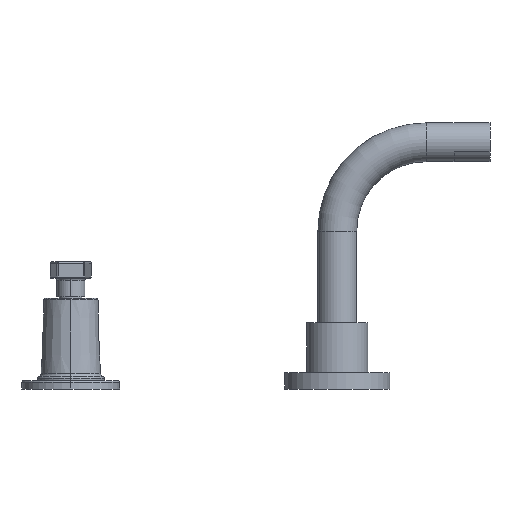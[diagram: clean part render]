
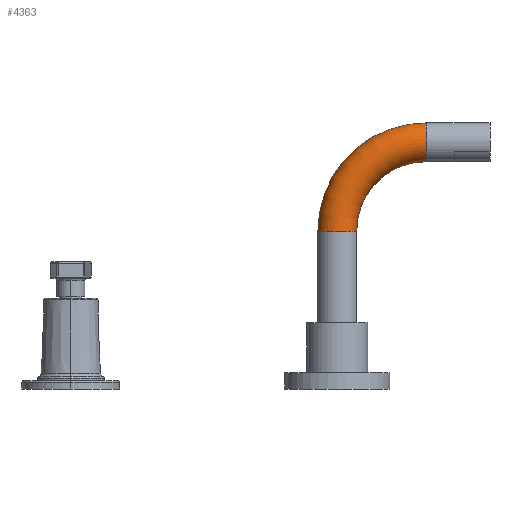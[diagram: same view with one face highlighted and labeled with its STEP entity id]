
A CAD part, left-side view. The second image highlights one B-rep face of the part: STEP entity #4363.
In plain terms, the highlighted toroidal (fillet/blend) face has major radius 50.8 mm and minor radius 11.113 mm.
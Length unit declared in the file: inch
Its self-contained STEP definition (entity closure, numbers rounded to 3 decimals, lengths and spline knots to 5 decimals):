
#4073=CARTESIAN_POINT('',(0.,-2.,5.56));
#4074=DIRECTION('',(0.,1.,0.));
#4075=DIRECTION('',(0.,0.,-1.));
#4076=AXIS2_PLACEMENT_3D('',#4073,#4074,#4075);
#4081=CARTESIAN_POINT('',(0.,-2.,3.56));
#4082=DIRECTION('',(-1.,0.,0.));
#4083=DIRECTION('',(0.,0.,1.));
#4084=AXIS2_PLACEMENT_3D('',#4081,#4082,#4083);
#4097=CARTESIAN_POINT('',(0.,-2.,3.56));
#4098=DIRECTION('',(-1.,0.,0.));
#4099=DIRECTION('',(0.,0.,1.));
#4100=AXIS2_PLACEMENT_3D('',#4097,#4098,#4099);
#4228=CARTESIAN_POINT('',(0.,0.,3.56));
#4229=DIRECTION('',(0.,0.,-1.));
#4230=DIRECTION('',(0.,-1.,0.));
#4231=AXIS2_PLACEMENT_3D('',#4228,#4229,#4230);
#4247=CARTESIAN_POINT('',(0.,-2.,5.9975));
#4248=CARTESIAN_POINT('',(0.,-2.,5.1225));
#4249=VERTEX_POINT('',#4247);
#4250=VERTEX_POINT('',#4248);
#4251=CARTESIAN_POINT('',(0.,0.4375,3.56));
#4252=CARTESIAN_POINT('',(0.,-0.4375,3.56));
#4253=VERTEX_POINT('',#4251);
#4254=VERTEX_POINT('',#4252);
#4349=CARTESIAN_POINT('',(0.,-2.,3.56));
#4350=DIRECTION('',(-1.,0.,0.));
#4351=DIRECTION('',(0.,0.,-1.));
#4352=AXIS2_PLACEMENT_3D('',#4349,#4350,#4351);
#4353=TOROIDAL_SURFACE('',#4352,2.,0.4375);
#4354=ORIENTED_EDGE('',*,*,#4337,.F.);
#4356=ORIENTED_EDGE('',*,*,#4355,.T.);
#4358=ORIENTED_EDGE('',*,*,#4357,.T.);
#4360=ORIENTED_EDGE('',*,*,#4359,.F.);
#4361=EDGE_LOOP('',(#4354,#4356,#4358,#4360));
#4362=FACE_OUTER_BOUND('',#4361,.F.);
#4077=CIRCLE('',#4076,0.4375);
#4085=CIRCLE('',#4084,1.5625);
#4101=CIRCLE('',#4100,2.4375);
#4232=CIRCLE('',#4231,0.4375);
#4337=EDGE_CURVE('',#4250,#4249,#4077,.T.);
#4355=EDGE_CURVE('',#4250,#4254,#4085,.T.);
#4357=EDGE_CURVE('',#4254,#4253,#4232,.T.);
#4359=EDGE_CURVE('',#4249,#4253,#4101,.T.);
#4363=ADVANCED_FACE('',(#4362),#4353,.T.);
